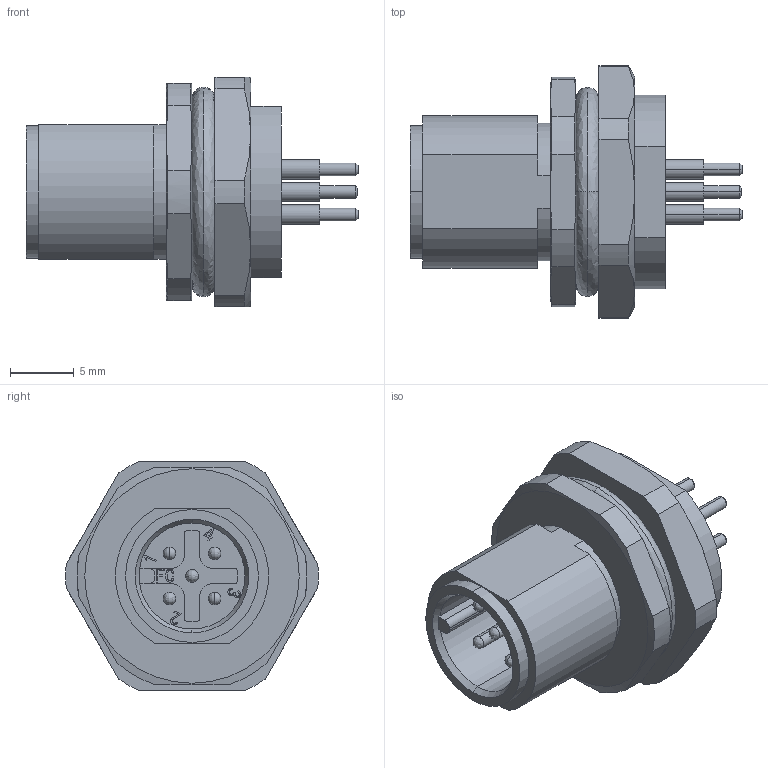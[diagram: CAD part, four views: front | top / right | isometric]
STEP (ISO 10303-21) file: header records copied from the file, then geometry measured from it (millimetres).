
FILE_DESCRIPTION (( 'STEP AP203' ), '1' );
FILE_NAME ('P203.STEP', '2020-03-31T06:03:14', ( 'edpusr' ), ( 'Microsoft' ), 'SwSTEP 2.0', 'SolidWorks 2015', '' );
FILE_SCHEMA (( 'CONFIG_CONTROL_DESIGN' ));
Length unit declared in the file: millimetre
Products named in the file (1): P203
Bounding box: 26 x 19.79 x 18 mm (x, y, z)
Volume: 2755.5 mm3; surface area: 2157.5 mm2
Topology: 1 solids, 1 shells, 219 faces, 550 edges, 347 vertices
Faces by surface type: plane 100, cylinder 69, bspline 28, cone 22
Entity records: 8373 total; most frequent: CARTESIAN_POINT 3225, ORIENTED_EDGE 1072, DIRECTION 1006, EDGE_CURVE 536, AXIS2_PLACEMENT_3D 353, VERTEX_POINT 347, VECTOR 300, LINE 300
